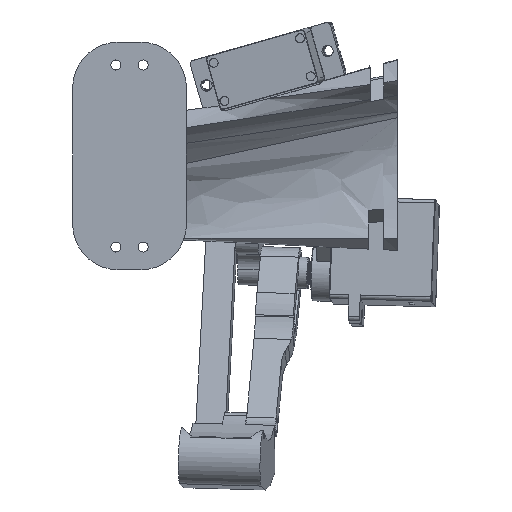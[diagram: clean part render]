
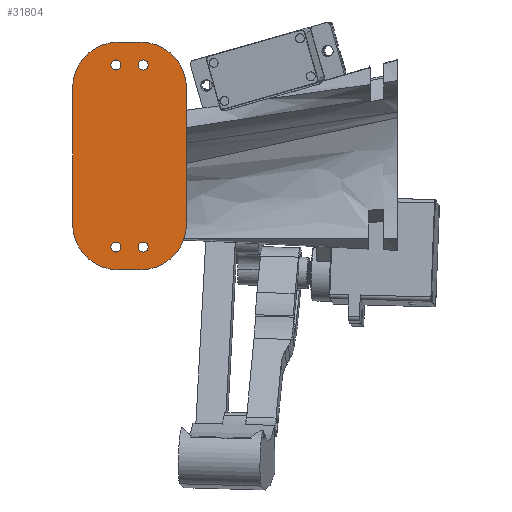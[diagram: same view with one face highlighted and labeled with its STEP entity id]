
A CAD part, left-side view. The second image highlights one B-rep face of the part: STEP entity #31804.
In plain terms, the highlighted face is planar.
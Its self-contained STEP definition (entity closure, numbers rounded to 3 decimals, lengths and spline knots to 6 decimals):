
#1191=CIRCLE('',#34438,0.01);
#1193=CIRCLE('',#34442,0.01);
#1195=CIRCLE('',#34446,0.01);
#1197=CIRCLE('',#34450,0.01);
#1198=CIRCLE('',#34452,0.0011);
#1200=CIRCLE('',#34455,0.0011);
#1202=CIRCLE('',#34458,0.0011);
#1204=CIRCLE('',#34461,0.0011);
#6380=ORIENTED_EDGE('',*,*,#14099,.T.);
#6381=ORIENTED_EDGE('',*,*,#14097,.T.);
#6382=ORIENTED_EDGE('',*,*,#14095,.F.);
#6383=ORIENTED_EDGE('',*,*,#14093,.F.);
#6384=ORIENTED_EDGE('',*,*,#14073,.T.);
#6385=ORIENTED_EDGE('',*,*,#14077,.T.);
#6386=ORIENTED_EDGE('',*,*,#14080,.T.);
#6387=ORIENTED_EDGE('',*,*,#14083,.F.);
#6388=ORIENTED_EDGE('',*,*,#14086,.T.);
#6389=ORIENTED_EDGE('',*,*,#14089,.T.);
#6390=ORIENTED_EDGE('',*,*,#14092,.T.);
#6391=ORIENTED_EDGE('',*,*,#14102,.F.);
#14073=EDGE_CURVE('',#18262,#18261,#1191,.T.);
#14077=EDGE_CURVE('',#18261,#18264,#21269,.T.);
#14080=EDGE_CURVE('',#18264,#18266,#1193,.T.);
#14083=EDGE_CURVE('',#18268,#18266,#21273,.T.);
#14086=EDGE_CURVE('',#18268,#18270,#1195,.T.);
#14089=EDGE_CURVE('',#18270,#18272,#21277,.T.);
#14092=EDGE_CURVE('',#18272,#18274,#1197,.T.);
#14093=EDGE_CURVE('',#18275,#18275,#1198,.T.);
#14095=EDGE_CURVE('',#18277,#18277,#1200,.T.);
#14097=EDGE_CURVE('',#18279,#18279,#1202,.T.);
#14099=EDGE_CURVE('',#18281,#18281,#1204,.T.);
#14102=EDGE_CURVE('',#18262,#18274,#21280,.T.);
#18261=VERTEX_POINT('',#51278);
#18262=VERTEX_POINT('',#51280);
#18264=VERTEX_POINT('',#51286);
#18266=VERTEX_POINT('',#51292);
#18268=VERTEX_POINT('',#51298);
#18270=VERTEX_POINT('',#51304);
#18272=VERTEX_POINT('',#51310);
#18274=VERTEX_POINT('',#51316);
#18275=VERTEX_POINT('',#51320);
#18277=VERTEX_POINT('',#51325);
#18279=VERTEX_POINT('',#51330);
#18281=VERTEX_POINT('',#51335);
#21269=LINE('',#51287,#24203);
#21273=LINE('',#51299,#24207);
#21277=LINE('',#51311,#24211);
#21280=LINE('',#51340,#24214);
#24203=VECTOR('',#40055,1.);
#24207=VECTOR('',#40067,1.);
#24211=VECTOR('',#40079,1.);
#24214=VECTOR('',#40114,1.);
#26917=EDGE_LOOP('',(#6380));
#26918=EDGE_LOOP('',(#6381));
#26919=EDGE_LOOP('',(#6382));
#26920=EDGE_LOOP('',(#6383));
#26921=EDGE_LOOP('',(#6384,#6385,#6386,#6387,#6388,#6389,#6390,#6391));
#28932=FACE_BOUND('',#26917,.T.);
#28933=FACE_BOUND('',#26918,.T.);
#28934=FACE_BOUND('',#26919,.T.);
#28935=FACE_BOUND('',#26920,.T.);
#28936=FACE_BOUND('',#26921,.T.);
#30510=PLANE('',#34464);
#31804=ADVANCED_FACE('',(#28932,#28933,#28934,#28935,#28936),#30510,.T.);
#34438=AXIS2_PLACEMENT_3D('',#51279,#40048,#40049);
#34442=AXIS2_PLACEMENT_3D('',#51293,#40061,#40062);
#34446=AXIS2_PLACEMENT_3D('',#51305,#40073,#40074);
#34450=AXIS2_PLACEMENT_3D('',#51317,#40085,#40086);
#34452=AXIS2_PLACEMENT_3D('',#51319,#40089,#40090);
#34455=AXIS2_PLACEMENT_3D('',#51324,#40095,#40096);
#34458=AXIS2_PLACEMENT_3D('',#51329,#40101,#40102);
#34461=AXIS2_PLACEMENT_3D('',#51334,#40107,#40108);
#34464=AXIS2_PLACEMENT_3D('',#51341,#40115,#40116);
#40048=DIRECTION('',(0.,0.,1.));
#40049=DIRECTION('',(1.,0.,0.));
#40055=DIRECTION('',(0.,-1.,0.));
#40061=DIRECTION('',(0.,0.,1.));
#40062=DIRECTION('',(1.,0.,0.));
#40067=DIRECTION('',(-1.,0.,0.));
#40073=DIRECTION('',(0.,0.,1.));
#40074=DIRECTION('',(1.,0.,0.));
#40079=DIRECTION('',(0.,1.,0.));
#40085=DIRECTION('',(0.,0.,1.));
#40086=DIRECTION('',(1.,0.,0.));
#40089=DIRECTION('',(0.,0.,1.));
#40090=DIRECTION('',(1.,0.,0.));
#40095=DIRECTION('',(0.,0.,1.));
#40096=DIRECTION('',(1.,0.,0.));
#40101=DIRECTION('',(0.,0.,-1.));
#40102=DIRECTION('',(1.,0.,0.));
#40107=DIRECTION('',(0.,0.,-1.));
#40108=DIRECTION('',(1.,0.,0.));
#40114=DIRECTION('',(1.,0.,0.));
#40115=DIRECTION('',(0.,0.,1.));
#40116=DIRECTION('',(1.,0.,0.));
#51278=CARTESIAN_POINT('',(-0.025,0.015,0.0025));
#51279=CARTESIAN_POINT('',(-0.015,0.015,0.0025));
#51280=CARTESIAN_POINT('',(-0.015,0.025,0.0025));
#51286=CARTESIAN_POINT('',(-0.025,0.01,0.0025));
#51287=CARTESIAN_POINT('',(-0.025,0.01375,0.0025));
#51292=CARTESIAN_POINT('',(-0.015,0.,0.0025));
#51293=CARTESIAN_POINT('',(-0.015,0.01,0.0025));
#51298=CARTESIAN_POINT('',(0.015,0.,0.0025));
#51299=CARTESIAN_POINT('',(-0.0075,0.,0.0025));
#51304=CARTESIAN_POINT('',(0.025,0.01,0.0025));
#51305=CARTESIAN_POINT('',(0.015,0.01,0.0025));
#51310=CARTESIAN_POINT('',(0.025,0.015,0.0025));
#51311=CARTESIAN_POINT('',(0.025,0.01125,0.0025));
#51316=CARTESIAN_POINT('',(0.015,0.025,0.0025));
#51317=CARTESIAN_POINT('',(0.015,0.015,0.0025));
#51319=CARTESIAN_POINT('',(-0.02,0.0095,0.0025));
#51320=CARTESIAN_POINT('',(-0.0189,0.0095,0.0025));
#51324=CARTESIAN_POINT('',(-0.02,0.0155,0.0025));
#51325=CARTESIAN_POINT('',(-0.0189,0.0155,0.0025));
#51329=CARTESIAN_POINT('',(0.02,0.0095,0.0025));
#51330=CARTESIAN_POINT('',(0.0211,0.0095,0.0025));
#51334=CARTESIAN_POINT('',(0.02,0.0155,0.0025));
#51335=CARTESIAN_POINT('',(0.0211,0.0155,0.0025));
#51340=CARTESIAN_POINT('',(0.0075,0.025,0.0025));
#51341=CARTESIAN_POINT('',(0.,0.0125,0.0025));
